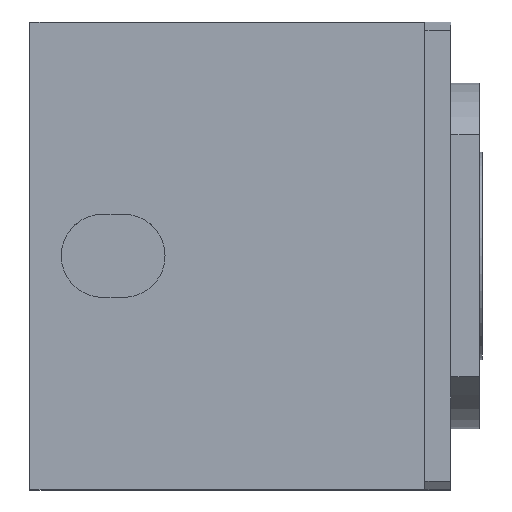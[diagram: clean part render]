
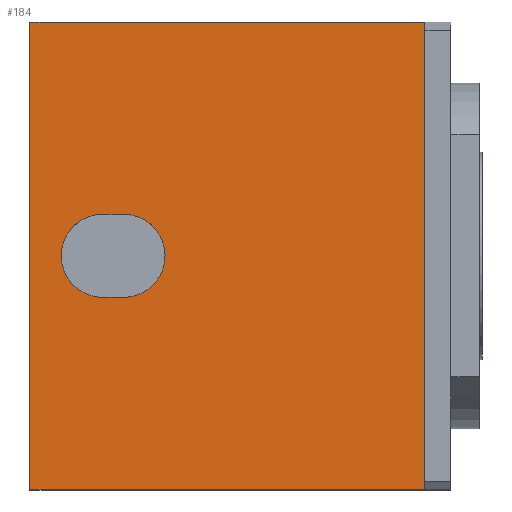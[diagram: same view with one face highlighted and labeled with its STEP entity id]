
A CAD part, top view. The second image highlights one B-rep face of the part: STEP entity #184.
In plain terms, the highlighted planar face has unit normal (0, 0, 1).
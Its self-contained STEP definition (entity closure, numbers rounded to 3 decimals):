
#85=LINE('',#925,#135);
#89=LINE('',#933,#139);
#93=LINE('',#941,#143);
#94=LINE('',#943,#144);
#95=LINE('',#947,#145);
#96=LINE('',#951,#146);
#135=VECTOR('',#748,1.);
#139=VECTOR('',#756,1.);
#143=VECTOR('',#762,1.);
#144=VECTOR('',#763,1.);
#145=VECTOR('',#766,1.);
#146=VECTOR('',#769,1.);
#184=ADVANCED_FACE('',(#234,#235),#217,.F.);
#217=PLANE('',#656);
#234=FACE_BOUND('',#260,.T.);
#235=FACE_BOUND('',#261,.T.);
#260=EDGE_LOOP('',(#336,#337,#338,#339));
#261=EDGE_LOOP('',(#340,#341,#342,#343));
#336=ORIENTED_EDGE('',*,*,#521,.T.);
#337=ORIENTED_EDGE('',*,*,#529,.F.);
#338=ORIENTED_EDGE('',*,*,#530,.F.);
#339=ORIENTED_EDGE('',*,*,#525,.T.);
#340=ORIENTED_EDGE('',*,*,#531,.T.);
#341=ORIENTED_EDGE('',*,*,#532,.T.);
#342=ORIENTED_EDGE('',*,*,#533,.T.);
#343=ORIENTED_EDGE('',*,*,#534,.T.);
#453=VERTEX_POINT('',#893);
#465=VERTEX_POINT('',#926);
#467=VERTEX_POINT('',#934);
#470=VERTEX_POINT('',#942);
#471=VERTEX_POINT('',#945);
#472=VERTEX_POINT('',#946);
#473=VERTEX_POINT('',#948);
#474=VERTEX_POINT('',#950);
#521=EDGE_CURVE('',#465,#453,#85,.T.);
#525=EDGE_CURVE('',#467,#465,#89,.T.);
#529=EDGE_CURVE('',#470,#453,#93,.T.);
#530=EDGE_CURVE('',#467,#470,#94,.T.);
#531=EDGE_CURVE('',#471,#472,#587,.T.);
#532=EDGE_CURVE('',#472,#473,#95,.T.);
#533=EDGE_CURVE('',#473,#474,#588,.T.);
#534=EDGE_CURVE('',#474,#471,#96,.T.);
#587=CIRCLE('',#654,8.);
#588=CIRCLE('',#655,8.);
#654=AXIS2_PLACEMENT_3D('',#944,#764,#765);
#655=AXIS2_PLACEMENT_3D('',#949,#767,#768);
#656=AXIS2_PLACEMENT_3D('',#952,#770,#771);
#748=DIRECTION('',(0.,1.,0.));
#756=DIRECTION('',(1.,0.,0.));
#762=DIRECTION('',(1.,0.,0.));
#763=DIRECTION('',(0.,1.,0.));
#764=DIRECTION('',(0.,0.,-1.));
#765=DIRECTION('',(1.,0.,0.));
#766=DIRECTION('',(1.,0.,0.));
#767=DIRECTION('',(0.,0.,-1.));
#768=DIRECTION('',(-1.,0.,0.));
#769=DIRECTION('',(-1.,0.,0.));
#770=DIRECTION('',(0.,0.,-1.));
#771=DIRECTION('',(-1.,0.,0.));
#893=CARTESIAN_POINT('',(0.,45.,0.));
#925=CARTESIAN_POINT('',(0.,45.,0.));
#926=CARTESIAN_POINT('',(0.,-45.,0.));
#933=CARTESIAN_POINT('',(-76.,-45.,0.));
#934=CARTESIAN_POINT('',(-76.,-45.,0.));
#941=CARTESIAN_POINT('',(-76.,45.,0.));
#942=CARTESIAN_POINT('',(-76.,45.,0.));
#943=CARTESIAN_POINT('',(-76.,45.,0.));
#944=CARTESIAN_POINT('',(-62.,0.,0.));
#945=CARTESIAN_POINT('',(-62.,-8.,0.));
#946=CARTESIAN_POINT('',(-62.,8.,0.));
#947=CARTESIAN_POINT('',(-62.,8.,0.));
#948=CARTESIAN_POINT('',(-58.,8.,0.));
#949=CARTESIAN_POINT('',(-58.,0.,0.));
#950=CARTESIAN_POINT('',(-58.,-8.,0.));
#951=CARTESIAN_POINT('',(-58.,-8.,0.));
#952=CARTESIAN_POINT('',(-76.,45.,0.));
